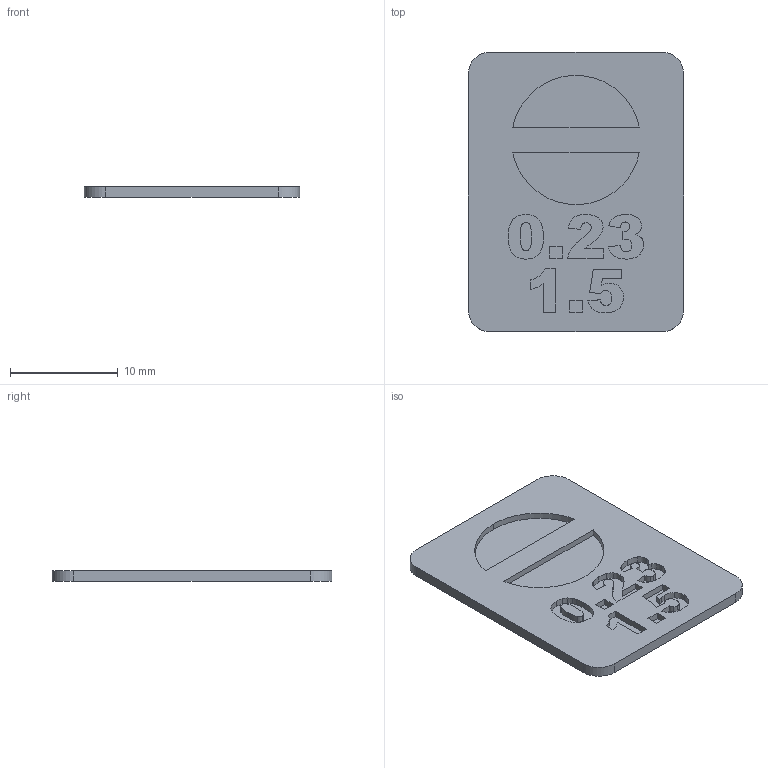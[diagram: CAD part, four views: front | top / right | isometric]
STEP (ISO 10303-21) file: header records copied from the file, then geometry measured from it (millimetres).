
FILE_DESCRIPTION(/* description */ (''),/* implementation_level */ '2;1');
FILE_NAME(/* name */ 'Slotted 0.23-1.5 body.step',/* time_stamp */ '2023-03-31T17:57:53+02:00',/* author */ (''),/* organization */ (''),/* preprocessor_version */ 'ST-DEVELOPER v19.2',/* originating_system */ 'Autodesk Translation Framework v11.17.0.187',/* authorisation */ '');
FILE_SCHEMA (('AUTOMOTIVE_DESIGN { 1 0 10303 214 3 1 1 }'));
Length unit declared in the file: millimetre
Products named in the file (1): Slotted 0.23-1.5 body
Bounding box: 20 x 26 x 1 mm (x, y, z)
Volume: 440.8 mm3; surface area: 1216 mm2
Topology: 1 solids, 1 shells, 145 faces, 399 edges, 266 vertices
Faces by surface type: bspline 96, plane 45, cylinder 4
Entity records: 5486 total; most frequent: CARTESIAN_POINT 2427, ORIENTED_EDGE 798, EDGE_CURVE 399, DIRECTION 315, VERTEX_POINT 266, LINE 199, VECTOR 199, B_SPLINE_CURVE_WITH_KNOTS 184
